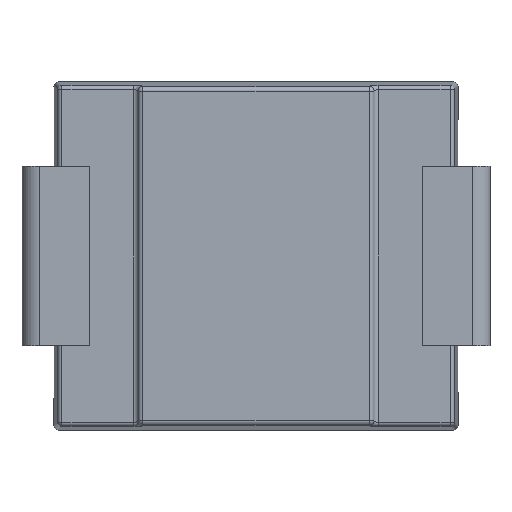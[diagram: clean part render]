
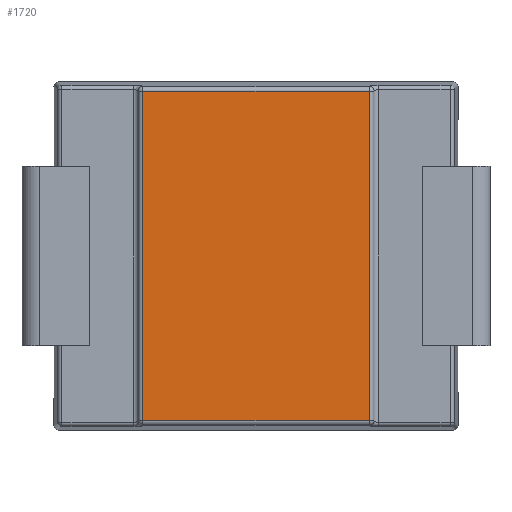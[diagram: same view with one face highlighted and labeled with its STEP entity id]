
A CAD part, front view. The second image highlights one B-rep face of the part: STEP entity #1720.
In plain terms, the highlighted planar face has unit normal (0, -1, 0).
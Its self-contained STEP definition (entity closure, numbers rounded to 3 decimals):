
#13 = DIRECTION ( 'NONE',  ( 0., 1., 0. ) ) ;
#105 = VECTOR ( 'NONE', #2425, 1000. ) ;
#119 = EDGE_CURVE ( 'NONE', #1528, #2985, #2261, .T. ) ;
#175 = CARTESIAN_POINT ( 'NONE',  ( 1.925, 0., -2.796 ) ) ;
#192 = DIRECTION ( 'NONE',  ( 1., 0., 0. ) ) ;
#202 = LINE ( 'NONE', #2971, #3077 ) ;
#233 = CARTESIAN_POINT ( 'NONE',  ( 0., 0., 0. ) ) ;
#599 = DIRECTION ( 'NONE',  ( -1., 0., 0. ) ) ;
#683 = PLANE ( 'NONE',  #3066 ) ;
#798 = DIRECTION ( 'NONE',  ( 0., 0., 1. ) ) ;
#871 = LINE ( 'NONE', #1904, #105 ) ;
#895 = EDGE_LOOP ( 'NONE', ( #915, #2665, #2603, #2855 ) ) ;
#915 = ORIENTED_EDGE ( 'NONE', *, *, #2431, .T. ) ;
#1026 = CARTESIAN_POINT ( 'NONE',  ( -1.925, 0., -2.796 ) ) ;
#1154 = CARTESIAN_POINT ( 'NONE',  ( 2., 0., -2.796 ) ) ;
#1335 = VECTOR ( 'NONE', #599, 1000. ) ;
#1384 = LINE ( 'NONE', #1154, #2899 ) ;
#1528 = VERTEX_POINT ( 'NONE', #2308 ) ;
#1720 = ADVANCED_FACE ( 'NONE', ( #2488 ), #683, .F. ) ;
#1874 = CARTESIAN_POINT ( 'NONE',  ( -2., 0., 2.796 ) ) ;
#1887 = DIRECTION ( 'NONE',  ( 0., 0., 1. ) ) ;
#1904 = CARTESIAN_POINT ( 'NONE',  ( -1.925, 0., 0. ) ) ;
#2261 = LINE ( 'NONE', #1874, #1335 ) ;
#2284 = VERTEX_POINT ( 'NONE', #175 ) ;
#2308 = CARTESIAN_POINT ( 'NONE',  ( 1.925, 0., 2.796 ) ) ;
#2365 = CARTESIAN_POINT ( 'NONE',  ( -1.925, 0., 2.796 ) ) ;
#2425 = DIRECTION ( 'NONE',  ( 0., 0., -1. ) ) ;
#2431 = EDGE_CURVE ( 'NONE', #2644, #2284, #1384, .T. ) ;
#2478 = EDGE_CURVE ( 'NONE', #2985, #2644, #871, .T. ) ;
#2488 = FACE_OUTER_BOUND ( 'NONE', #895, .T. ) ;
#2603 = ORIENTED_EDGE ( 'NONE', *, *, #119, .T. ) ;
#2644 = VERTEX_POINT ( 'NONE', #1026 ) ;
#2665 = ORIENTED_EDGE ( 'NONE', *, *, #2798, .T. ) ;
#2798 = EDGE_CURVE ( 'NONE', #2284, #1528, #202, .T. ) ;
#2855 = ORIENTED_EDGE ( 'NONE', *, *, #2478, .T. ) ;
#2899 = VECTOR ( 'NONE', #192, 1000. ) ;
#2971 = CARTESIAN_POINT ( 'NONE',  ( 1.925, 0., 0. ) ) ;
#2985 = VERTEX_POINT ( 'NONE', #2365 ) ;
#3066 = AXIS2_PLACEMENT_3D ( 'NONE', #233, #13, #1887 ) ;
#3077 = VECTOR ( 'NONE', #798, 1000. ) ;
